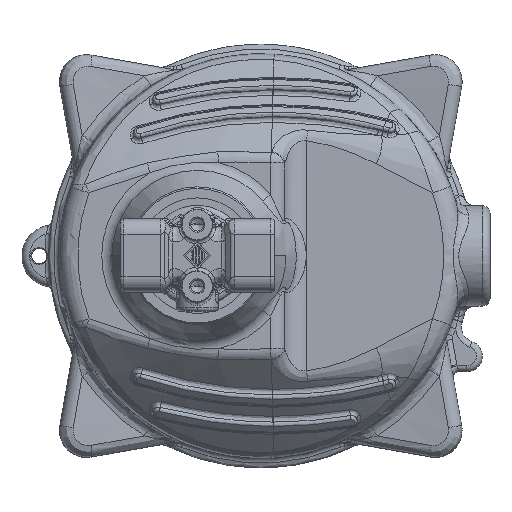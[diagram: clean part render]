
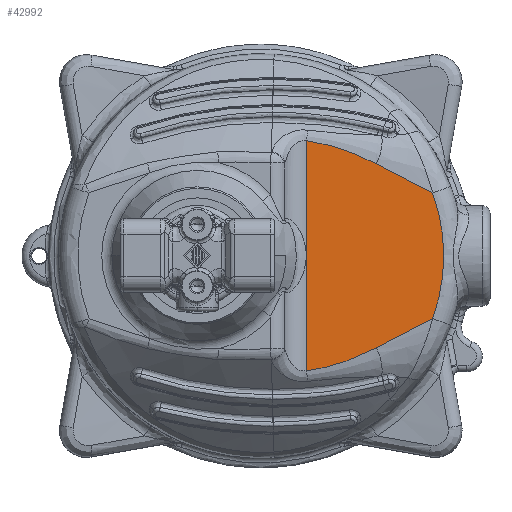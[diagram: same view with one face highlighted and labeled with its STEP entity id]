
A CAD part, top view. The second image highlights one B-rep face of the part: STEP entity #42992.
In plain terms, the highlighted face is planar.
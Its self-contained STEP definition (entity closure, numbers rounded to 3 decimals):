
#18998=CARTESIAN_POINT('',(16.282,6.5,61.122));
#19709=CARTESIAN_POINT('',(29.853,6.5,28.367));
#21336=CARTESIAN_POINT('',(-29.853,6.5,28.367));
#21863=CARTESIAN_POINT('',(0.,6.5,16.5));
#21864=DIRECTION('',(0.,1.,0.));
#21865=DIRECTION('',(-0.343,0.,0.939));
#21866=AXIS2_PLACEMENT_3D('',#21863,#21864,#21865);
#21871=CARTESIAN_POINT('',(0.,6.5,16.5));
#21872=DIRECTION('',(0.,1.,0.));
#21873=DIRECTION('',(-0.003,0.,1.));
#21874=AXIS2_PLACEMENT_3D('',#21871,#21872,#21873);
#21879=CARTESIAN_POINT('',(16.282,6.5,61.122));
#21880=CARTESIAN_POINT('',(17.13,6.5,59.41));
#21881=CARTESIAN_POINT('',(18.825,6.5,56.039));
#21882=CARTESIAN_POINT('',(21.572,6.5,50.901));
#21883=CARTESIAN_POINT('',(23.123,6.5,47.906));
#21884=CARTESIAN_POINT('',(23.862,6.5,46.476));
#21889=CARTESIAN_POINT('',(23.862,6.5,46.476));
#21890=CARTESIAN_POINT('',(25.241,6.5,43.761));
#21891=CARTESIAN_POINT('',(27.856,6.5,38.074));
#21892=CARTESIAN_POINT('',(29.47,6.5,31.644));
#21893=CARTESIAN_POINT('',(29.853,6.5,28.367));
#21898=DIRECTION('',(-1.,0.,0.));
#21899=VECTOR('',#21898,59.706);
#21900=CARTESIAN_POINT('',(29.853,6.5,28.367));
#21901=LINE('',#21900,#21899);
#21905=CARTESIAN_POINT('',(-29.853,6.5,28.367));
#21906=CARTESIAN_POINT('',(-29.47,6.5,
31.644));
#21907=CARTESIAN_POINT('',(-27.856,6.5,
38.074));
#21908=CARTESIAN_POINT('',(-25.241,6.5,
43.761));
#21909=CARTESIAN_POINT('',(-23.862,6.5,46.476));
#21914=CARTESIAN_POINT('',(-23.862,6.5,46.476));
#21915=CARTESIAN_POINT('',(-23.143,6.5,47.868));
#21916=CARTESIAN_POINT('',(-21.619,6.5,
50.813));
#21917=CARTESIAN_POINT('',(-18.83,6.5,
56.03));
#21918=CARTESIAN_POINT('',(-17.132,6.5,
59.406));
#21919=CARTESIAN_POINT('',(-16.282,6.5,
61.122));
#21932=CARTESIAN_POINT('',(-16.282,6.5,
61.122));
#33481=VERTEX_POINT('',#18998);
#33485=VERTEX_POINT('',#21884);
#33520=VERTEX_POINT('',#19709);
#33601=VERTEX_POINT('',#21932);
#33602=VERTEX_POINT('',#21914);
#33634=VERTEX_POINT('',#21336);
#33671=CARTESIAN_POINT('',(-0.134,6.5,64.));
#33672=VERTEX_POINT('',#33671);
#42978=CARTESIAN_POINT('',(0.,6.5,46.184));
#42979=DIRECTION('',(0.,1.,0.));
#42980=DIRECTION('',(0.,0.,-1.));
#42981=AXIS2_PLACEMENT_3D('',#42978,#42979,#42980);
#42982=PLANE('',#42981);
#42983=ORIENTED_EDGE('',*,*,#36806,.T.);
#42984=ORIENTED_EDGE('',*,*,#36804,.T.);
#42985=ORIENTED_EDGE('',*,*,#36930,.T.);
#42986=ORIENTED_EDGE('',*,*,#37682,.T.);
#42987=ORIENTED_EDGE('',*,*,#42373,.T.);
#42988=ORIENTED_EDGE('',*,*,#40986,.T.);
#42989=ORIENTED_EDGE('',*,*,#40833,.T.);
#42990=EDGE_LOOP('',(#42983,#42984,#42985,#42986,#42987,#42988,#42989));
#42991=FACE_OUTER_BOUND('',#42990,.F.);
#42992=ADVANCED_FACE('',(#42991),#42982,.F.);
#21867=CIRCLE('',#21866,47.5);
#21875=CIRCLE('',#21874,47.5);
#21885=B_SPLINE_CURVE_WITH_KNOTS('',3,(#21879,#21880,#21881,#21882,#21883,
#21884),.UNSPECIFIED.,.F.,.F.,(4,1,1,4),(0.,0.333,
0.667,1.),.UNSPECIFIED.);
#21894=B_SPLINE_CURVE_WITH_KNOTS('',3,(#21889,#21890,#21891,#21892,#21893),
.UNSPECIFIED.,.F.,.F.,(4,1,4),(0.,0.5,1.),.UNSPECIFIED.);
#21910=B_SPLINE_CURVE_WITH_KNOTS('',3,(#21905,#21906,#21907,#21908,#21909),
.UNSPECIFIED.,.F.,.F.,(4,1,4),(0.,0.5,1.),.UNSPECIFIED.);
#21920=B_SPLINE_CURVE_WITH_KNOTS('',3,(#21914,#21915,#21916,#21917,#21918,
#21919),.UNSPECIFIED.,.F.,.F.,(4,1,1,4),(0.,0.333,
0.667,1.),.UNSPECIFIED.);
#36804=EDGE_CURVE('',#33672,#33481,#21875,.T.);
#36806=EDGE_CURVE('',#33601,#33672,#21867,.T.);
#36930=EDGE_CURVE('',#33481,#33485,#21885,.T.);
#37682=EDGE_CURVE('',#33485,#33520,#21894,.T.);
#40833=EDGE_CURVE('',#33602,#33601,#21920,.T.);
#40986=EDGE_CURVE('',#33634,#33602,#21910,.T.);
#42373=EDGE_CURVE('',#33520,#33634,#21901,.T.);
